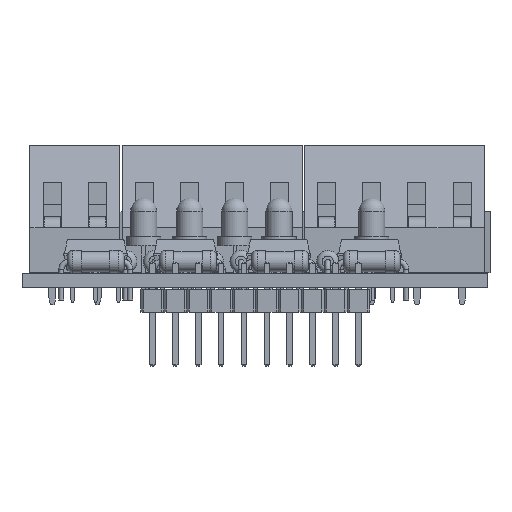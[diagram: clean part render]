
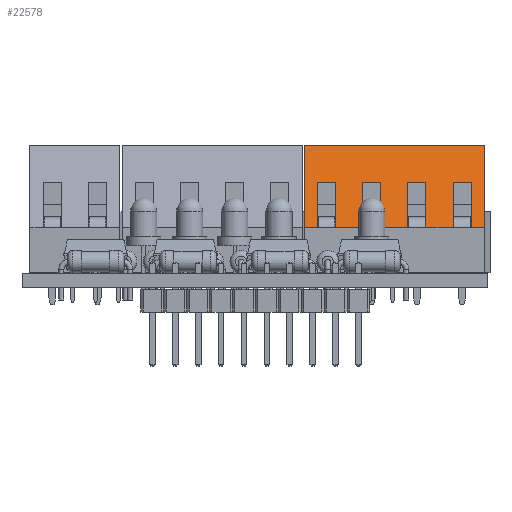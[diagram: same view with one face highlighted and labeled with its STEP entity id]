
A CAD part, front view. The second image highlights one B-rep face of the part: STEP entity #22578.
In plain terms, the highlighted face is planar.
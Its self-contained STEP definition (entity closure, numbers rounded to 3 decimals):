
#21441 = VERTEX_POINT('',#21442);
#21442 = CARTESIAN_POINT('',(17.5,5.,5.));
#21448 = EDGE_CURVE('',#21449,#21441,#21451,.T.);
#21449 = VERTEX_POINT('',#21450);
#21450 = CARTESIAN_POINT('',(17.5,2.5,14.1));
#21451 = LINE('',#21452,#21453);
#21452 = CARTESIAN_POINT('',(17.5,2.5,14.1));
#21453 = VECTOR('',#21454,1.);
#21454 = DIRECTION('',(0.,0.265,-0.964));
#22495 = VERTEX_POINT('',#22496);
#22496 = CARTESIAN_POINT('',(6.,5.,5.));
#22497 = VERTEX_POINT('',#22498);
#22498 = CARTESIAN_POINT('',(4.,5.,5.));
#22504 = EDGE_CURVE('',#22505,#22495,#22507,.T.);
#22505 = VERTEX_POINT('',#22506);
#22506 = CARTESIAN_POINT('',(9.,5.,5.));
#22507 = LINE('',#22508,#22509);
#22508 = CARTESIAN_POINT('',(9.,5.,5.));
#22509 = VECTOR('',#22510,1.);
#22510 = DIRECTION('',(-1.,0.,0.));
#22513 = VERTEX_POINT('',#22514);
#22514 = CARTESIAN_POINT('',(11.,5.,5.));
#22520 = EDGE_CURVE('',#22521,#22513,#22523,.T.);
#22521 = VERTEX_POINT('',#22522);
#22522 = CARTESIAN_POINT('',(14.,5.,5.));
#22523 = LINE('',#22524,#22525);
#22524 = CARTESIAN_POINT('',(14.,5.,5.));
#22525 = VECTOR('',#22526,1.);
#22526 = DIRECTION('',(-1.,0.,0.));
#22529 = VERTEX_POINT('',#22530);
#22530 = CARTESIAN_POINT('',(16.,5.,5.));
#22536 = EDGE_CURVE('',#21441,#22529,#22537,.T.);
#22537 = LINE('',#22538,#22539);
#22538 = CARTESIAN_POINT('',(17.5,5.,5.));
#22539 = VECTOR('',#22540,1.);
#22540 = DIRECTION('',(-1.,0.,0.));
#22545 = VERTEX_POINT('',#22546);
#22546 = CARTESIAN_POINT('',(-2.5,5.,5.));
#22552 = EDGE_CURVE('',#22553,#22545,#22555,.T.);
#22553 = VERTEX_POINT('',#22554);
#22554 = CARTESIAN_POINT('',(-1.,5.,5.));
#22555 = LINE('',#22556,#22557);
#22556 = CARTESIAN_POINT('',(-1.,5.,5.));
#22557 = VECTOR('',#22558,1.);
#22558 = DIRECTION('',(-1.,0.,0.));
#22561 = VERTEX_POINT('',#22562);
#22562 = CARTESIAN_POINT('',(1.,5.,5.));
#22568 = EDGE_CURVE('',#22497,#22561,#22569,.T.);
#22569 = LINE('',#22570,#22571);
#22570 = CARTESIAN_POINT('',(4.,5.,5.));
#22571 = VECTOR('',#22572,1.);
#22572 = DIRECTION('',(-1.,0.,0.));
#22578 = ADVANCED_FACE('',(#22579),#22689,.T.);
#22579 = FACE_BOUND('',#22580,.T.);
#22580 = EDGE_LOOP('',(#22581,#22589,#22597,#22603,#22604,#22612,#22620,
    #22626,#22627,#22635,#22641,#22642,#22643,#22651,#22659,#22665,
    #22666,#22674,#22682,#22688));
#22581 = ORIENTED_EDGE('',*,*,#22582,.F.);
#22582 = EDGE_CURVE('',#22583,#22495,#22585,.T.);
#22583 = VERTEX_POINT('',#22584);
#22584 = CARTESIAN_POINT('',(6.,3.625,10.005));
#22585 = LINE('',#22586,#22587);
#22586 = CARTESIAN_POINT('',(6.,3.625,10.005));
#22587 = VECTOR('',#22588,1.);
#22588 = DIRECTION('',(0.,0.265,
    -0.964));
#22589 = ORIENTED_EDGE('',*,*,#22590,.F.);
#22590 = EDGE_CURVE('',#22591,#22583,#22593,.T.);
#22591 = VERTEX_POINT('',#22592);
#22592 = CARTESIAN_POINT('',(4.,3.625,10.005));
#22593 = LINE('',#22594,#22595);
#22594 = CARTESIAN_POINT('',(4.,3.625,10.005));
#22595 = VECTOR('',#22596,1.);
#22596 = DIRECTION('',(1.,0.,0.));
#22597 = ORIENTED_EDGE('',*,*,#22598,.F.);
#22598 = EDGE_CURVE('',#22497,#22591,#22599,.T.);
#22599 = LINE('',#22600,#22601);
#22600 = CARTESIAN_POINT('',(4.,5.,5.));
#22601 = VECTOR('',#22602,1.);
#22602 = DIRECTION('',(0.,-0.265,0.964
    ));
#22603 = ORIENTED_EDGE('',*,*,#22568,.T.);
#22604 = ORIENTED_EDGE('',*,*,#22605,.F.);
#22605 = EDGE_CURVE('',#22606,#22561,#22608,.T.);
#22606 = VERTEX_POINT('',#22607);
#22607 = CARTESIAN_POINT('',(1.,3.625,10.005));
#22608 = LINE('',#22609,#22610);
#22609 = CARTESIAN_POINT('',(1.,3.625,10.005));
#22610 = VECTOR('',#22611,1.);
#22611 = DIRECTION('',(0.,0.265,-0.964));
#22612 = ORIENTED_EDGE('',*,*,#22613,.F.);
#22613 = EDGE_CURVE('',#22614,#22606,#22616,.T.);
#22614 = VERTEX_POINT('',#22615);
#22615 = CARTESIAN_POINT('',(-1.,3.625,10.005));
#22616 = LINE('',#22617,#22618);
#22617 = CARTESIAN_POINT('',(-1.,3.625,10.005));
#22618 = VECTOR('',#22619,1.);
#22619 = DIRECTION('',(1.,0.,0.));
#22620 = ORIENTED_EDGE('',*,*,#22621,.F.);
#22621 = EDGE_CURVE('',#22553,#22614,#22622,.T.);
#22622 = LINE('',#22623,#22624);
#22623 = CARTESIAN_POINT('',(-1.,5.,5.));
#22624 = VECTOR('',#22625,1.);
#22625 = DIRECTION('',(0.,-0.265,0.964));
#22626 = ORIENTED_EDGE('',*,*,#22552,.T.);
#22627 = ORIENTED_EDGE('',*,*,#22628,.F.);
#22628 = EDGE_CURVE('',#22629,#22545,#22631,.T.);
#22629 = VERTEX_POINT('',#22630);
#22630 = CARTESIAN_POINT('',(-2.5,2.5,14.1));
#22631 = LINE('',#22632,#22633);
#22632 = CARTESIAN_POINT('',(-2.5,2.5,14.1));
#22633 = VECTOR('',#22634,1.);
#22634 = DIRECTION('',(0.,0.265,-0.964));
#22635 = ORIENTED_EDGE('',*,*,#22636,.F.);
#22636 = EDGE_CURVE('',#21449,#22629,#22637,.T.);
#22637 = LINE('',#22638,#22639);
#22638 = CARTESIAN_POINT('',(17.5,2.5,14.1));
#22639 = VECTOR('',#22640,1.);
#22640 = DIRECTION('',(-1.,0.,0.));
#22641 = ORIENTED_EDGE('',*,*,#21448,.T.);
#22642 = ORIENTED_EDGE('',*,*,#22536,.T.);
#22643 = ORIENTED_EDGE('',*,*,#22644,.F.);
#22644 = EDGE_CURVE('',#22645,#22529,#22647,.T.);
#22645 = VERTEX_POINT('',#22646);
#22646 = CARTESIAN_POINT('',(16.,3.625,10.005));
#22647 = LINE('',#22648,#22649);
#22648 = CARTESIAN_POINT('',(16.,3.625,10.005));
#22649 = VECTOR('',#22650,1.);
#22650 = DIRECTION('',(0.,0.265,
    -0.964));
#22651 = ORIENTED_EDGE('',*,*,#22652,.F.);
#22652 = EDGE_CURVE('',#22653,#22645,#22655,.T.);
#22653 = VERTEX_POINT('',#22654);
#22654 = CARTESIAN_POINT('',(14.,3.625,10.005));
#22655 = LINE('',#22656,#22657);
#22656 = CARTESIAN_POINT('',(14.,3.625,10.005));
#22657 = VECTOR('',#22658,1.);
#22658 = DIRECTION('',(1.,0.,0.));
#22659 = ORIENTED_EDGE('',*,*,#22660,.F.);
#22660 = EDGE_CURVE('',#22521,#22653,#22661,.T.);
#22661 = LINE('',#22662,#22663);
#22662 = CARTESIAN_POINT('',(14.,5.,5.));
#22663 = VECTOR('',#22664,1.);
#22664 = DIRECTION('',(0.,-0.265,0.964
    ));
#22665 = ORIENTED_EDGE('',*,*,#22520,.T.);
#22666 = ORIENTED_EDGE('',*,*,#22667,.F.);
#22667 = EDGE_CURVE('',#22668,#22513,#22670,.T.);
#22668 = VERTEX_POINT('',#22669);
#22669 = CARTESIAN_POINT('',(11.,3.625,10.005));
#22670 = LINE('',#22671,#22672);
#22671 = CARTESIAN_POINT('',(11.,3.625,10.005));
#22672 = VECTOR('',#22673,1.);
#22673 = DIRECTION('',(0.,0.265,
    -0.964));
#22674 = ORIENTED_EDGE('',*,*,#22675,.F.);
#22675 = EDGE_CURVE('',#22676,#22668,#22678,.T.);
#22676 = VERTEX_POINT('',#22677);
#22677 = CARTESIAN_POINT('',(9.,3.625,10.005));
#22678 = LINE('',#22679,#22680);
#22679 = CARTESIAN_POINT('',(9.,3.625,10.005));
#22680 = VECTOR('',#22681,1.);
#22681 = DIRECTION('',(1.,0.,0.));
#22682 = ORIENTED_EDGE('',*,*,#22683,.F.);
#22683 = EDGE_CURVE('',#22505,#22676,#22684,.T.);
#22684 = LINE('',#22685,#22686);
#22685 = CARTESIAN_POINT('',(9.,5.,5.));
#22686 = VECTOR('',#22687,1.);
#22687 = DIRECTION('',(0.,-0.265,0.964
    ));
#22688 = ORIENTED_EDGE('',*,*,#22504,.T.);
#22689 = PLANE('',#22690);
#22690 = AXIS2_PLACEMENT_3D('',#22691,#22692,#22693);
#22691 = CARTESIAN_POINT('',(17.5,2.5,14.1));
#22692 = DIRECTION('',(0.,0.964,0.265));
#22693 = DIRECTION('',(0.,0.265,-0.964));
